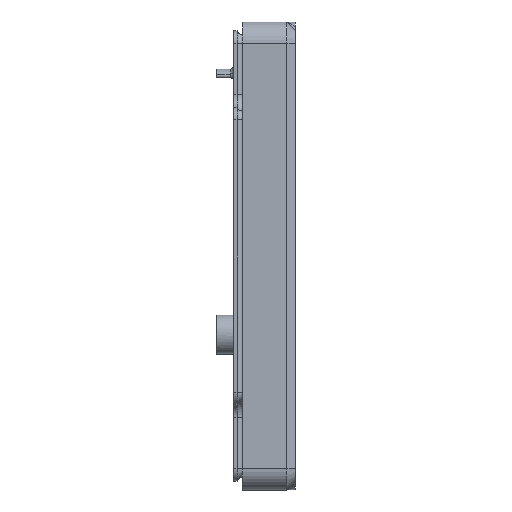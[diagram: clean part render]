
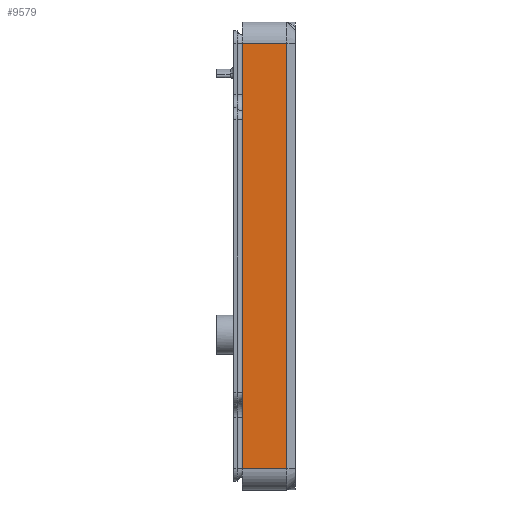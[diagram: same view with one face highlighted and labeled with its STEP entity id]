
A CAD part, left-side view. The second image highlights one B-rep face of the part: STEP entity #9579.
In plain terms, the highlighted planar face has unit normal (-1, 0, 0).
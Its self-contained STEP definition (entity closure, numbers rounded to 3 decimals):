
#508=PLANE('',#10613);
#1142=LINE('',#15978,#2019);
#1205=LINE('',#16157,#2082);
#1269=LINE('',#16332,#2146);
#1270=LINE('',#16334,#2147);
#2019=VECTOR('',#12758,1.);
#2082=VECTOR('',#12949,1.);
#2146=VECTOR('',#13173,1.);
#2147=VECTOR('',#13176,1.);
#2794=FACE_OUTER_BOUND('',#3416,.T.);
#3416=EDGE_LOOP('',(#8493,#8494,#8495,#8496));
#4740=VERTEX_POINT('',#15975);
#4741=VERTEX_POINT('',#15977);
#4792=VERTEX_POINT('',#16151);
#4793=VERTEX_POINT('',#16155);
#5903=EDGE_CURVE('',#4741,#4740,#1142,.T.);
#5992=EDGE_CURVE('',#4793,#4792,#1205,.T.);
#6077=EDGE_CURVE('',#4792,#4740,#1269,.T.);
#6078=EDGE_CURVE('',#4741,#4793,#1270,.T.);
#8493=ORIENTED_EDGE('',*,*,#5992,.F.);
#8494=ORIENTED_EDGE('',*,*,#6078,.F.);
#8495=ORIENTED_EDGE('',*,*,#5903,.T.);
#8496=ORIENTED_EDGE('',*,*,#6077,.F.);
#9579=ADVANCED_FACE('',(#2794),#508,.T.);
#10613=AXIS2_PLACEMENT_3D('',#16333,#13174,#13175);
#12758=DIRECTION('',(0.,0.,-1.));
#12949=DIRECTION('',(0.,0.,-1.));
#13173=DIRECTION('',(0.,1.,0.));
#13174=DIRECTION('center_axis',(-1.,0.,0.));
#13175=DIRECTION('ref_axis',(0.,0.,-1.));
#13176=DIRECTION('',(0.,-1.,0.));
#15975=CARTESIAN_POINT('',(126.,25.242,-94.533));
#15977=CARTESIAN_POINT('',(126.,25.242,5.467));
#15978=CARTESIAN_POINT('',(126.,25.242,-17.033));
#16151=CARTESIAN_POINT('',(126.,14.715,-94.533));
#16155=CARTESIAN_POINT('',(126.,14.715,5.467));
#16157=CARTESIAN_POINT('',(126.,14.715,-17.033));
#16332=CARTESIAN_POINT('',(126.,15.715,-94.533));
#16333=CARTESIAN_POINT('Origin',(126.,15.715,10.467));
#16334=CARTESIAN_POINT('',(126.,15.715,5.467));
